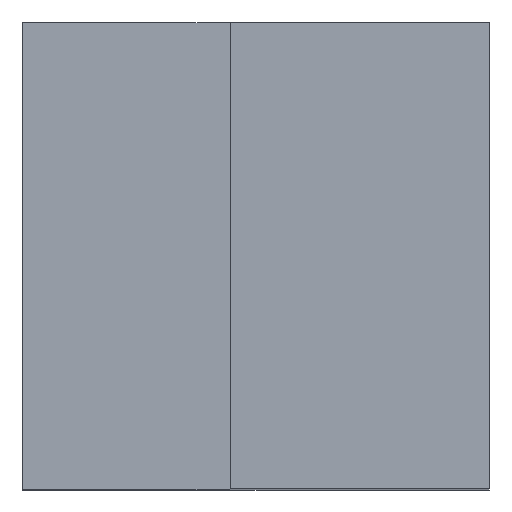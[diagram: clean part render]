
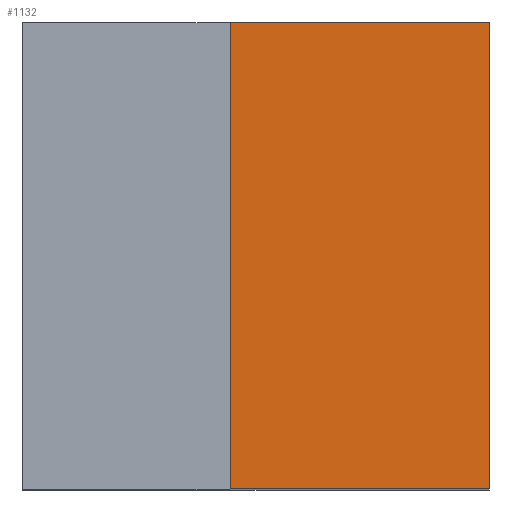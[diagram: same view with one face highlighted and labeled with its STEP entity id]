
A CAD part, top view. The second image highlights one B-rep face of the part: STEP entity #1132.
In plain terms, the highlighted planar face has unit normal (0, 0, 1).
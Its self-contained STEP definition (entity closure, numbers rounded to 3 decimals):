
#328 = EDGE_LOOP ( 'NONE', ( #746, #747, #748, #749 ) ) ;
#746 = ORIENTED_EDGE ( 'NONE', *, *, #1142, .T. ) ;
#747 = ORIENTED_EDGE ( 'NONE', *, *, #1144, .T. ) ;
#748 = ORIENTED_EDGE ( 'NONE', *, *, #1146, .T. ) ;
#749 = ORIENTED_EDGE ( 'NONE', *, *, #1138, .T. ) ;
#903 = VECTOR ( 'NONE', #2225, 1000. ) ;
#905 = VECTOR ( 'NONE', #2212, 1000. ) ;
#908 = VECTOR ( 'NONE', #2218, 1000. ) ;
#1083 = AXIS2_PLACEMENT_3D ( 'NONE', #2164, #2175, #2176 ) ;
#1088 = VECTOR ( 'NONE', #2200, 1000. ) ;
#1132 = ADVANCED_FACE ( 'NONE', ( #2172 ), #2173, .T. ) ;
#1138 = EDGE_CURVE ( 'NONE', #1348, #1346, #2193, .T. ) ;
#1142 = EDGE_CURVE ( 'NONE', #1346, #1355, #2205, .T. ) ;
#1144 = EDGE_CURVE ( 'NONE', #1355, #1356, #2204, .T. ) ;
#1146 = EDGE_CURVE ( 'NONE', #1356, #1348, #2221, .T. ) ;
#1223 = CARTESIAN_POINT ( 'NONE',  ( -0.5, -4.5, 14. ) ) ;
#1228 = CARTESIAN_POINT ( 'NONE',  ( 4.5, 4.5, 14. ) ) ;
#1229 = CARTESIAN_POINT ( 'NONE',  ( -0.5, 4.5, 14. ) ) ;
#1346 = VERTEX_POINT ( 'NONE', #1495 ) ;
#1348 = VERTEX_POINT ( 'NONE', #1223 ) ;
#1355 = VERTEX_POINT ( 'NONE', #1228 ) ;
#1356 = VERTEX_POINT ( 'NONE', #1229 ) ;
#1495 = CARTESIAN_POINT ( 'NONE',  ( 4.5, -4.5, 14. ) ) ;
#2164 = CARTESIAN_POINT ( 'NONE',  ( 4.5, 4.5, 14. ) ) ;
#2172 = FACE_OUTER_BOUND ( 'NONE', #328, .T. ) ;
#2173 = PLANE ( 'NONE',  #1083 ) ;
#2175 = DIRECTION ( 'NONE',  ( 0., 0., 1. ) ) ;
#2176 = DIRECTION ( 'NONE',  ( 1., 0., 0. ) ) ;
#2193 = LINE ( 'NONE', #2199, #1088 ) ;
#2199 = CARTESIAN_POINT ( 'NONE',  ( -0.5, -4.5, 14. ) ) ;
#2200 = DIRECTION ( 'NONE',  ( 1., 0., 0. ) ) ;
#2204 = LINE ( 'NONE', #2217, #908 ) ;
#2205 = LINE ( 'NONE', #2211, #905 ) ;
#2211 = CARTESIAN_POINT ( 'NONE',  ( 4.5, -4.5, 14. ) ) ;
#2212 = DIRECTION ( 'NONE',  ( 0., 1., 0. ) ) ;
#2214 = CARTESIAN_POINT ( 'NONE',  ( -0.5, 4.5, 14. ) ) ;
#2217 = CARTESIAN_POINT ( 'NONE',  ( 4.5, 4.5, 14. ) ) ;
#2218 = DIRECTION ( 'NONE',  ( -1., 0., 0. ) ) ;
#2221 = LINE ( 'NONE', #2214, #903 ) ;
#2225 = DIRECTION ( 'NONE',  ( 0., -1., 0. ) ) ;
